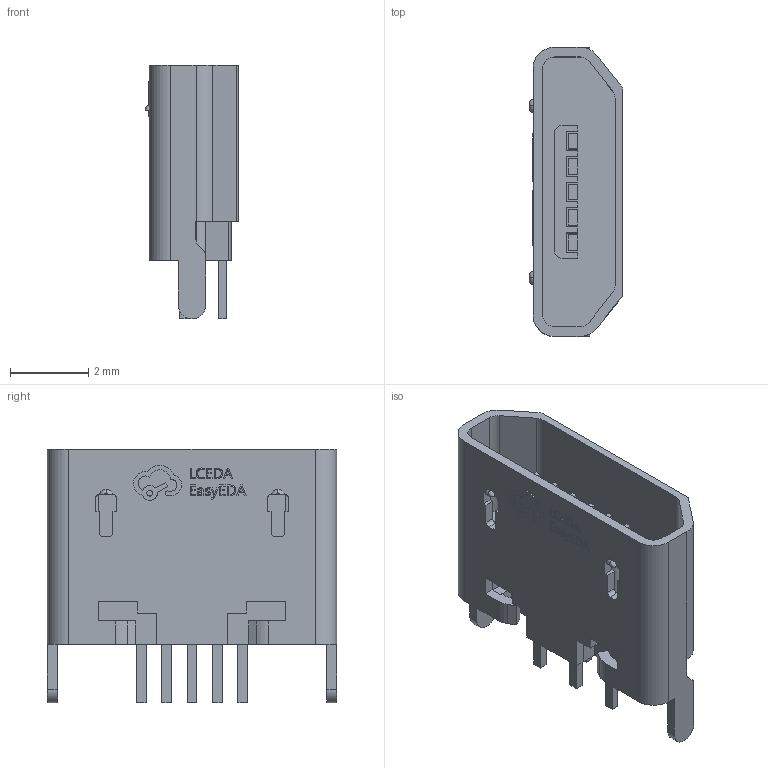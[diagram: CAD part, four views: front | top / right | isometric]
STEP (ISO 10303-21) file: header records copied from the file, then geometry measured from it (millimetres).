
FILE_DESCRIPTION (( 'STEP AP214' ), '1' );
FILE_NAME ('MICRO-USB-TH_DEALON_USB-MR-D-031.STEP', '2022-08-23T03:33:40', ( '' ), ( '' ), 'SwSTEP 2.0', 'SolidWorks 2020', '' );
FILE_SCHEMA (( 'AUTOMOTIVE_DESIGN' ));
Length unit declared in the file: millimetre
Products named in the file (1): MICRO-USB-TH_DEALON_USB-MR-D-031
Bounding box: 2.4 x 7.4 x 6.5 mm (x, y, z)
Volume: 44.9 mm3; surface area: 265.3 mm2
Topology: 2 solids, 2 shells, 438 faces, 1211 edges, 806 vertices
Faces by surface type: plane 296, bspline 98, cylinder 40, torus 4
Entity records: 19246 total; most frequent: CARTESIAN_POINT 3822, ORIENTED_EDGE 2422, DIRECTION 1779, EDGE_CURVE 1211, VECTOR 917, LINE 917, VERTEX_POINT 806, EDGE_LOOP 473
